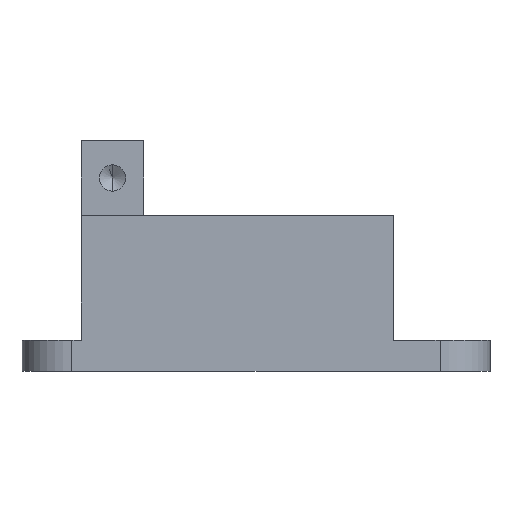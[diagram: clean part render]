
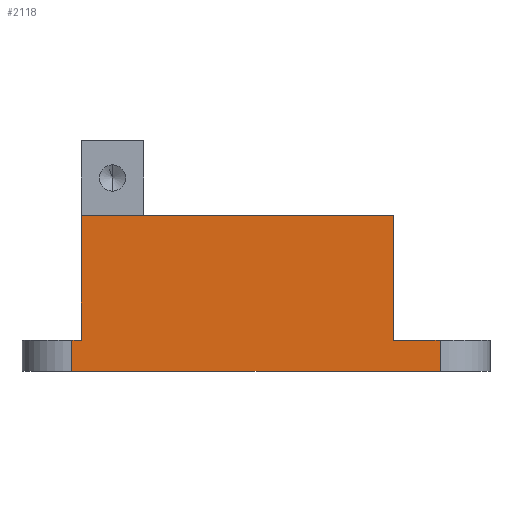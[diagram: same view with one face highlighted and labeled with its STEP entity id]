
A CAD part, front view. The second image highlights one B-rep face of the part: STEP entity #2118.
In plain terms, the highlighted planar face has unit normal (0, -1, 0).
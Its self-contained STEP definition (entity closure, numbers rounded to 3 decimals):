
#4 = ORIENTED_EDGE ( 'NONE', *, *, #128, .F. ) ;
#11 = LINE ( 'NONE', #1499, #382 ) ;
#12 = LINE ( 'NONE', #1090, #1759 ) ;
#38 = VERTEX_POINT ( 'NONE', #2117 ) ;
#128 = EDGE_CURVE ( 'NONE', #1056, #1095, #2342, .T. ) ;
#133 = DIRECTION ( 'NONE',  ( 0., 0., 1. ) ) ;
#163 = VERTEX_POINT ( 'NONE', #2173 ) ;
#185 = CARTESIAN_POINT ( 'NONE',  ( 25., -52.5, 0. ) ) ;
#197 = DIRECTION ( 'NONE',  ( 0., 0., -1. ) ) ;
#338 = PLANE ( 'NONE',  #688 ) ;
#382 = VECTOR ( 'NONE', #197, 1000. ) ;
#392 = ORIENTED_EDGE ( 'NONE', *, *, #1079, .F. ) ;
#434 = CARTESIAN_POINT ( 'NONE',  ( -26.5, -52.5, -5. ) ) ;
#470 = DIRECTION ( 'NONE',  ( 0., 0., 1. ) ) ;
#495 = ORIENTED_EDGE ( 'NONE', *, *, #1033, .T. ) ;
#518 = VERTEX_POINT ( 'NONE', #2670 ) ;
#569 = LINE ( 'NONE', #2292, #1557 ) ;
#582 = ORIENTED_EDGE ( 'NONE', *, *, #1824, .T. ) ;
#636 = DIRECTION ( 'NONE',  ( -1., 0., 0. ) ) ;
#672 = EDGE_CURVE ( 'NONE', #163, #1095, #1217, .T. ) ;
#688 = AXIS2_PLACEMENT_3D ( 'NONE', #1440, #2688, #133 ) ;
#752 = CARTESIAN_POINT ( 'NONE',  ( 0., -52.5, 20. ) ) ;
#770 = VECTOR ( 'NONE', #470, 1000. ) ;
#1033 = EDGE_CURVE ( 'NONE', #1193, #163, #1770, .T. ) ;
#1051 = CARTESIAN_POINT ( 'NONE',  ( 25., -52.5, 20. ) ) ;
#1056 = VERTEX_POINT ( 'NONE', #1316 ) ;
#1079 = EDGE_CURVE ( 'NONE', #38, #1056, #12, .T. ) ;
#1090 = CARTESIAN_POINT ( 'NONE',  ( 0., -52.5, -5. ) ) ;
#1095 = VERTEX_POINT ( 'NONE', #2041 ) ;
#1112 = VECTOR ( 'NONE', #2145, 1000. ) ;
#1120 = ORIENTED_EDGE ( 'NONE', *, *, #1480, .F. ) ;
#1135 = ORIENTED_EDGE ( 'NONE', *, *, #672, .T. ) ;
#1193 = VERTEX_POINT ( 'NONE', #2418 ) ;
#1199 = DIRECTION ( 'NONE',  ( 0., 0., 1. ) ) ;
#1217 = LINE ( 'NONE', #2070, #2121 ) ;
#1232 = DIRECTION ( 'NONE',  ( -1., 0., 0. ) ) ;
#1287 = VECTOR ( 'NONE', #2643, 1000. ) ;
#1316 = CARTESIAN_POINT ( 'NONE',  ( -26.5, -52.5, -5. ) ) ;
#1440 = CARTESIAN_POINT ( 'NONE',  ( 0., -52.5, 20. ) ) ;
#1480 = EDGE_CURVE ( 'NONE', #2516, #2500, #11, .T. ) ;
#1499 = CARTESIAN_POINT ( 'NONE',  ( 25., -52.5, 20. ) ) ;
#1557 = VECTOR ( 'NONE', #2279, 1000. ) ;
#1582 = EDGE_CURVE ( 'NONE', #1193, #2516, #1811, .T. ) ;
#1759 = VECTOR ( 'NONE', #636, 1000. ) ;
#1770 = LINE ( 'NONE', #1936, #1112 ) ;
#1811 = LINE ( 'NONE', #752, #1287 ) ;
#1824 = EDGE_CURVE ( 'NONE', #38, #518, #2319, .T. ) ;
#1936 = CARTESIAN_POINT ( 'NONE',  ( -25., -52.5, 20. ) ) ;
#2000 = ORIENTED_EDGE ( 'NONE', *, *, #2456, .T. ) ;
#2041 = CARTESIAN_POINT ( 'NONE',  ( -26.5, -52.5, 0. ) ) ;
#2070 = CARTESIAN_POINT ( 'NONE',  ( 0., -52.5, 0. ) ) ;
#2117 = CARTESIAN_POINT ( 'NONE',  ( 32.5, -52.5, -5. ) ) ;
#2118 = ADVANCED_FACE ( 'NONE', ( #2502 ), #338, .F. ) ;
#2121 = VECTOR ( 'NONE', #1232, 1000. ) ;
#2145 = DIRECTION ( 'NONE',  ( 0., 0., -1. ) ) ;
#2173 = CARTESIAN_POINT ( 'NONE',  ( -25., -52.5, 0. ) ) ;
#2224 = VECTOR ( 'NONE', #1199, 1000. ) ;
#2279 = DIRECTION ( 'NONE',  ( -1., 0., 0. ) ) ;
#2292 = CARTESIAN_POINT ( 'NONE',  ( 0., -52.5, 0. ) ) ;
#2319 = LINE ( 'NONE', #2526, #2224 ) ;
#2342 = LINE ( 'NONE', #434, #770 ) ;
#2418 = CARTESIAN_POINT ( 'NONE',  ( -25., -52.5, 20. ) ) ;
#2456 = EDGE_CURVE ( 'NONE', #518, #2500, #569, .T. ) ;
#2500 = VERTEX_POINT ( 'NONE', #185 ) ;
#2502 = FACE_OUTER_BOUND ( 'NONE', #2713, .T. ) ;
#2516 = VERTEX_POINT ( 'NONE', #1051 ) ;
#2526 = CARTESIAN_POINT ( 'NONE',  ( 32.5, -52.5, -5. ) ) ;
#2643 = DIRECTION ( 'NONE',  ( 1., 0., 0. ) ) ;
#2667 = ORIENTED_EDGE ( 'NONE', *, *, #1582, .F. ) ;
#2670 = CARTESIAN_POINT ( 'NONE',  ( 32.5, -52.5, 0. ) ) ;
#2688 = DIRECTION ( 'NONE',  ( 0., 1., 0. ) ) ;
#2713 = EDGE_LOOP ( 'NONE', ( #495, #1135, #4, #392, #582, #2000, #1120, #2667 ) ) ;
